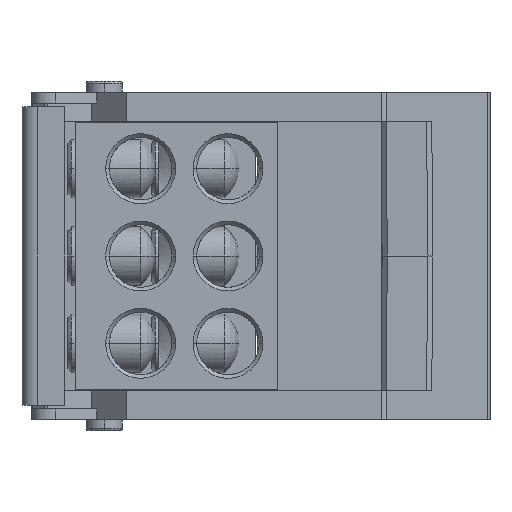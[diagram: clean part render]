
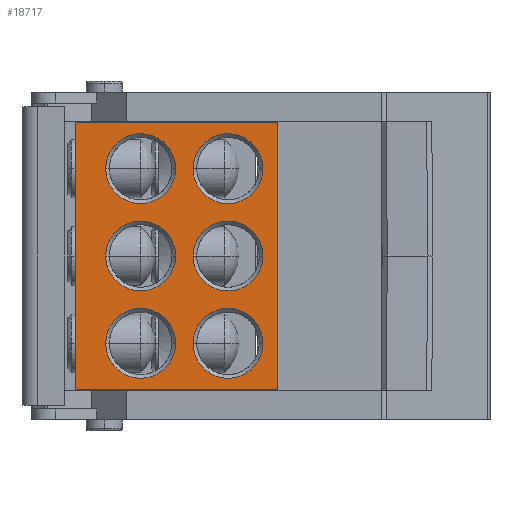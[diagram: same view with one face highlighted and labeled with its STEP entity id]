
A CAD part, left-side view. The second image highlights one B-rep face of the part: STEP entity #18717.
In plain terms, the highlighted planar face has unit normal (-1, 0, 0).
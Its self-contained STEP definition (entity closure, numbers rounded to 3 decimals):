
#292=DIRECTION('',(0.,-1.,0.));
#293=VECTOR('',#292,30.);
#294=CARTESIAN_POINT('',(9.1,57.,-23.4));
#295=LINE('',#294,#293);
#300=DIRECTION('',(0.,0.,1.));
#301=VECTOR('',#300,36.8);
#302=CARTESIAN_POINT('',(9.1,27.,-23.4));
#303=LINE('',#302,#301);
#5010=DIRECTION('',(0.,-1.,0.));
#5011=VECTOR('',#5010,30.);
#5012=CARTESIAN_POINT('',(9.1,57.,13.4));
#5013=LINE('',#5012,#5011);
#5046=CARTESIAN_POINT('',(9.1,36.,-17.));
#5047=DIRECTION('',(1.,0.,0.));
#5048=DIRECTION('',(0.,1.,0.));
#5049=AXIS2_PLACEMENT_3D('',#5046,#5047,#5048);
#5051=CARTESIAN_POINT('',(9.1,36.,-17.));
#5052=DIRECTION('',(1.,0.,0.));
#5053=DIRECTION('',(0.,-1.,0.));
#5054=AXIS2_PLACEMENT_3D('',#5051,#5052,#5053);
#5056=CARTESIAN_POINT('',(9.1,36.,-5.));
#5057=DIRECTION('',(1.,0.,0.));
#5058=DIRECTION('',(0.,1.,0.));
#5059=AXIS2_PLACEMENT_3D('',#5056,#5057,#5058);
#5061=CARTESIAN_POINT('',(9.1,36.,-5.));
#5062=DIRECTION('',(1.,0.,0.));
#5063=DIRECTION('',(0.,-1.,0.));
#5064=AXIS2_PLACEMENT_3D('',#5061,#5062,#5063);
#5066=CARTESIAN_POINT('',(9.1,48.,-17.));
#5067=DIRECTION('',(1.,0.,0.));
#5068=DIRECTION('',(0.,-1.,0.));
#5069=AXIS2_PLACEMENT_3D('',#5066,#5067,#5068);
#5071=CARTESIAN_POINT('',(9.1,48.,-17.));
#5072=DIRECTION('',(1.,0.,0.));
#5073=DIRECTION('',(0.,1.,0.));
#5074=AXIS2_PLACEMENT_3D('',#5071,#5072,#5073);
#5076=CARTESIAN_POINT('',(9.1,48.,-5.));
#5077=DIRECTION('',(1.,0.,0.));
#5078=DIRECTION('',(0.,-1.,0.));
#5079=AXIS2_PLACEMENT_3D('',#5076,#5077,#5078);
#5081=CARTESIAN_POINT('',(9.1,48.,-5.));
#5082=DIRECTION('',(1.,0.,0.));
#5083=DIRECTION('',(0.,1.,0.));
#5084=AXIS2_PLACEMENT_3D('',#5081,#5082,#5083);
#5086=CARTESIAN_POINT('',(9.1,36.,7.));
#5087=DIRECTION('',(1.,0.,0.));
#5088=DIRECTION('',(0.,-1.,0.));
#5089=AXIS2_PLACEMENT_3D('',#5086,#5087,#5088);
#5091=CARTESIAN_POINT('',(9.1,36.,7.));
#5092=DIRECTION('',(1.,0.,0.));
#5093=DIRECTION('',(0.,1.,0.));
#5094=AXIS2_PLACEMENT_3D('',#5091,#5092,#5093);
#5096=CARTESIAN_POINT('',(9.1,48.,7.));
#5097=DIRECTION('',(1.,0.,0.));
#5098=DIRECTION('',(0.,-1.,0.));
#5099=AXIS2_PLACEMENT_3D('',#5096,#5097,#5098);
#5101=CARTESIAN_POINT('',(9.1,48.,7.));
#5102=DIRECTION('',(1.,0.,0.));
#5103=DIRECTION('',(0.,1.,0.));
#5104=AXIS2_PLACEMENT_3D('',#5101,#5102,#5103);
#5106=DIRECTION('',(0.,0.,1.));
#5107=VECTOR('',#5106,36.8);
#5108=CARTESIAN_POINT('',(9.1,57.,-23.4));
#5109=LINE('',#5108,#5107);
#8852=CARTESIAN_POINT('',(9.1,57.,-23.4));
#8853=VERTEX_POINT('',#8852);
#8864=CARTESIAN_POINT('',(9.1,57.,13.4));
#8865=VERTEX_POINT('',#8864);
#8914=CARTESIAN_POINT('',(9.1,40.8,-17.));
#8915=CARTESIAN_POINT('',(9.1,31.2,-17.));
#8916=VERTEX_POINT('',#8914);
#8917=VERTEX_POINT('',#8915);
#8922=CARTESIAN_POINT('',(9.1,40.8,-5.));
#8923=CARTESIAN_POINT('',(9.1,31.2,-5.));
#8924=VERTEX_POINT('',#8922);
#8925=VERTEX_POINT('',#8923);
#8930=CARTESIAN_POINT('',(9.1,43.2,-17.));
#8931=CARTESIAN_POINT('',(9.1,52.8,-17.));
#8932=VERTEX_POINT('',#8930);
#8933=VERTEX_POINT('',#8931);
#8938=CARTESIAN_POINT('',(9.1,43.2,-5.));
#8939=CARTESIAN_POINT('',(9.1,52.8,-5.));
#8940=VERTEX_POINT('',#8938);
#8941=VERTEX_POINT('',#8939);
#8946=CARTESIAN_POINT('',(9.1,31.2,7.));
#8947=CARTESIAN_POINT('',(9.1,40.8,7.));
#8948=VERTEX_POINT('',#8946);
#8949=VERTEX_POINT('',#8947);
#8954=CARTESIAN_POINT('',(9.1,43.2,7.));
#8955=CARTESIAN_POINT('',(9.1,52.8,7.));
#8956=VERTEX_POINT('',#8954);
#8957=VERTEX_POINT('',#8955);
#8962=CARTESIAN_POINT('',(9.1,27.,-23.4));
#8964=VERTEX_POINT('',#8962);
#8974=CARTESIAN_POINT('',(9.1,27.,13.4));
#8976=VERTEX_POINT('',#8974);
#18670=CARTESIAN_POINT('',(9.1,57.,-23.4));
#18671=DIRECTION('',(-1.,0.,0.));
#18672=DIRECTION('',(0.,-1.,0.));
#18673=AXIS2_PLACEMENT_3D('',#18670,#18671,#18672);
#18674=PLANE('',#18673);
#18675=ORIENTED_EDGE('',*,*,#9814,.F.);
#18676=ORIENTED_EDGE('',*,*,#9761,.T.);
#18677=ORIENTED_EDGE('',*,*,#18645,.T.);
#18678=ORIENTED_EDGE('',*,*,#9842,.F.);
#18679=EDGE_LOOP('',(#18675,#18676,#18677,#18678));
#18680=FACE_OUTER_BOUND('',#18679,.F.);
#18682=ORIENTED_EDGE('',*,*,#18681,.F.);
#18684=ORIENTED_EDGE('',*,*,#18683,.F.);
#18685=EDGE_LOOP('',(#18682,#18684));
#18686=FACE_BOUND('',#18685,.F.);
#18688=ORIENTED_EDGE('',*,*,#18687,.F.);
#18690=ORIENTED_EDGE('',*,*,#18689,.F.);
#18691=EDGE_LOOP('',(#18688,#18690));
#18692=FACE_BOUND('',#18691,.F.);
#18694=ORIENTED_EDGE('',*,*,#18693,.F.);
#18696=ORIENTED_EDGE('',*,*,#18695,.F.);
#18697=EDGE_LOOP('',(#18694,#18696));
#18698=FACE_BOUND('',#18697,.F.);
#18700=ORIENTED_EDGE('',*,*,#18699,.F.);
#18702=ORIENTED_EDGE('',*,*,#18701,.F.);
#18703=EDGE_LOOP('',(#18700,#18702));
#18704=FACE_BOUND('',#18703,.F.);
#18706=ORIENTED_EDGE('',*,*,#18705,.F.);
#18708=ORIENTED_EDGE('',*,*,#18707,.F.);
#18709=EDGE_LOOP('',(#18706,#18708));
#18710=FACE_BOUND('',#18709,.F.);
#18712=ORIENTED_EDGE('',*,*,#18711,.F.);
#18714=ORIENTED_EDGE('',*,*,#18713,.F.);
#18715=EDGE_LOOP('',(#18712,#18714));
#18716=FACE_BOUND('',#18715,.F.);
#18717=ADVANCED_FACE('',(#18680,#18686,#18692,#18698,#18704,#18710,#18716),
#18674,.T.);
#5050=CIRCLE('',#5049,4.8);
#5055=CIRCLE('',#5054,4.8);
#5060=CIRCLE('',#5059,4.8);
#5065=CIRCLE('',#5064,4.8);
#5070=CIRCLE('',#5069,4.8);
#5075=CIRCLE('',#5074,4.8);
#5080=CIRCLE('',#5079,4.8);
#5085=CIRCLE('',#5084,4.8);
#5090=CIRCLE('',#5089,4.8);
#5095=CIRCLE('',#5094,4.8);
#5100=CIRCLE('',#5099,4.8);
#5105=CIRCLE('',#5104,4.8);
#9761=EDGE_CURVE('',#8853,#8865,#5109,.T.);
#9814=EDGE_CURVE('',#8853,#8964,#295,.T.);
#9842=EDGE_CURVE('',#8964,#8976,#303,.T.);
#18645=EDGE_CURVE('',#8865,#8976,#5013,.T.);
#18681=EDGE_CURVE('',#8924,#8925,#5060,.T.);
#18683=EDGE_CURVE('',#8925,#8924,#5065,.T.);
#18687=EDGE_CURVE('',#8932,#8933,#5070,.T.);
#18689=EDGE_CURVE('',#8933,#8932,#5075,.T.);
#18693=EDGE_CURVE('',#8940,#8941,#5080,.T.);
#18695=EDGE_CURVE('',#8941,#8940,#5085,.T.);
#18699=EDGE_CURVE('',#8948,#8949,#5090,.T.);
#18701=EDGE_CURVE('',#8949,#8948,#5095,.T.);
#18705=EDGE_CURVE('',#8956,#8957,#5100,.T.);
#18707=EDGE_CURVE('',#8957,#8956,#5105,.T.);
#18711=EDGE_CURVE('',#8916,#8917,#5050,.T.);
#18713=EDGE_CURVE('',#8917,#8916,#5055,.T.);
